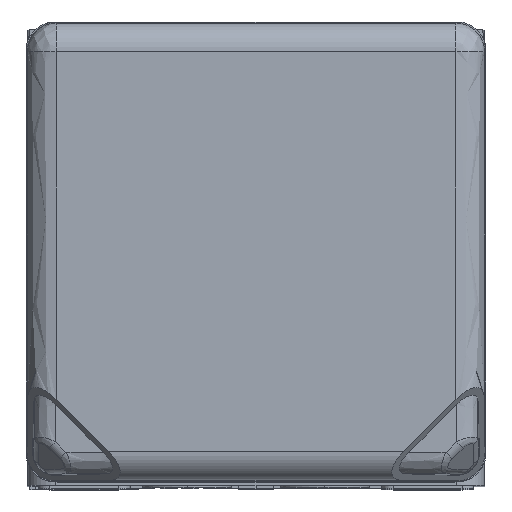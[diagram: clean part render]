
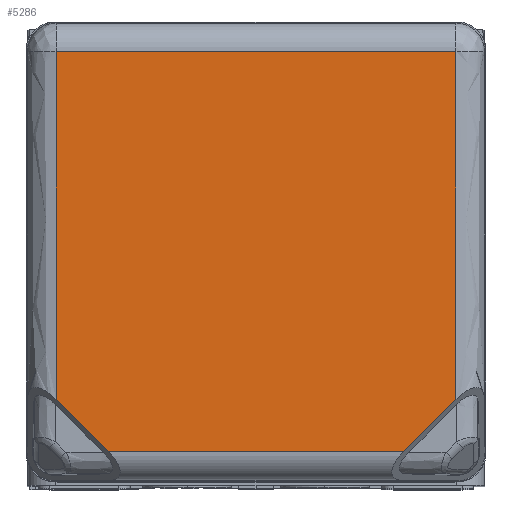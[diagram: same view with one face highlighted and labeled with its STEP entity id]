
A CAD part, top view. The second image highlights one B-rep face of the part: STEP entity #5286.
In plain terms, the highlighted free-form (B-spline) face has degree [1, 1] with [2, 2] control points.
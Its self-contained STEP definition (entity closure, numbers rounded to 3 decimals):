
#4855=DIRECTION('',(-0.707,-0.707,0.));
#4856=VECTOR('',#4855,6.468);
#4857=CARTESIAN_POINT('',(17.473,-12.899,-14.2));
#4858=LINE('',#4857,#4856);
#4862=DIRECTION('',(-0.707,0.707,0.));
#4863=VECTOR('',#4862,6.468);
#4864=CARTESIAN_POINT('',(17.473,12.899,-14.2));
#4865=LINE('',#4864,#4863);
#4884=DIRECTION('',(1.,0.,0.));
#4885=VECTOR('',#4884,30.372);
#4886=CARTESIAN_POINT('',(-17.473,17.473,-14.2));
#4887=LINE('',#4886,#4885);
#4937=DIRECTION('',(0.,-1.,0.));
#4938=VECTOR('',#4937,25.799);
#4939=CARTESIAN_POINT('',(17.473,12.899,-14.2));
#4940=LINE('',#4939,#4938);
#4997=DIRECTION('',(-1.,0.,0.));
#4998=VECTOR('',#4997,30.372);
#4999=CARTESIAN_POINT('',(12.899,-17.473,-14.2));
#5000=LINE('',#4999,#4998);
#5069=DIRECTION('',(0.,1.,0.));
#5070=VECTOR('',#5069,34.946);
#5071=CARTESIAN_POINT('',(-17.473,-17.473,-14.2));
#5072=LINE('',#5071,#5070);
#5219=CARTESIAN_POINT('',(-17.473,-17.473,-14.2));
#5220=CARTESIAN_POINT('',(-17.473,17.473,-14.2));
#5221=VERTEX_POINT('',#5219);
#5222=VERTEX_POINT('',#5220);
#5229=CARTESIAN_POINT('',(12.899,-17.473,-14.2));
#5230=VERTEX_POINT('',#5229);
#5233=CARTESIAN_POINT('',(12.899,17.473,-14.2));
#5234=VERTEX_POINT('',#5233);
#5235=CARTESIAN_POINT('',(17.473,12.899,-14.2));
#5236=CARTESIAN_POINT('',(17.473,-12.899,-14.2));
#5237=VERTEX_POINT('',#5235);
#5238=VERTEX_POINT('',#5236);
#5267=CARTESIAN_POINT('',(-17.473,17.473,-14.2));
#5268=CARTESIAN_POINT('',(-17.473,-17.473,-14.2));
#5269=CARTESIAN_POINT('',(17.473,17.473,-14.2));
#5270=CARTESIAN_POINT('',(17.473,-17.473,-14.2));
#5271=B_SPLINE_SURFACE_WITH_KNOTS('',1,1,((#5267,#5268),(#5269,#5270)),
.UNSPECIFIED.,.F.,.F.,.F.,(2,2),(2,2),(-17.473,17.473),(
-17.473,17.473),.UNSPECIFIED.);
#5273=ORIENTED_EDGE('',*,*,#5272,.F.);
#5275=ORIENTED_EDGE('',*,*,#5274,.F.);
#5277=ORIENTED_EDGE('',*,*,#5276,.F.);
#5279=ORIENTED_EDGE('',*,*,#5278,.F.);
#5281=ORIENTED_EDGE('',*,*,#5280,.F.);
#5283=ORIENTED_EDGE('',*,*,#5282,.T.);
#5284=EDGE_LOOP('',(#5273,#5275,#5277,#5279,#5281,#5283));
#5285=FACE_OUTER_BOUND('',#5284,.F.);
#5286=ADVANCED_FACE('',(#5285),#5271,.T.);
#5272=EDGE_CURVE('',#5222,#5234,#4887,.T.);
#5274=EDGE_CURVE('',#5221,#5222,#5072,.T.);
#5276=EDGE_CURVE('',#5230,#5221,#5000,.T.);
#5278=EDGE_CURVE('',#5238,#5230,#4858,.T.);
#5280=EDGE_CURVE('',#5237,#5238,#4940,.T.);
#5282=EDGE_CURVE('',#5237,#5234,#4865,.T.);
